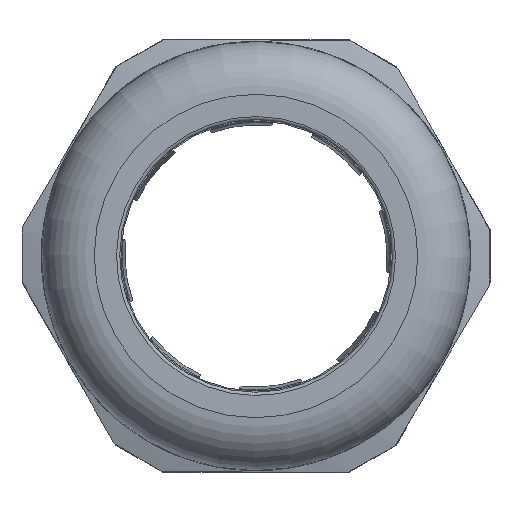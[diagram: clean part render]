
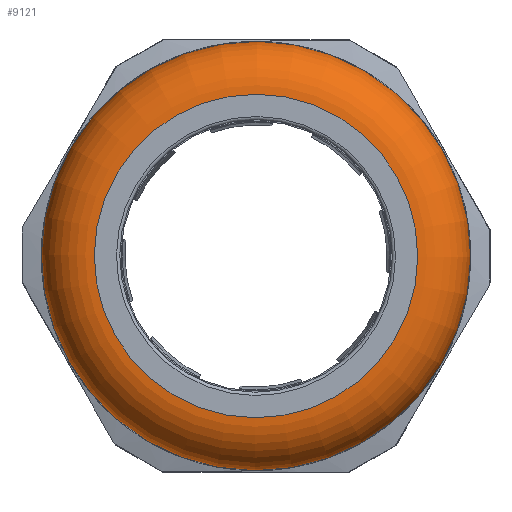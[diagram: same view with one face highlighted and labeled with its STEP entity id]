
A CAD part, left-side view. The second image highlights one B-rep face of the part: STEP entity #9121.
In plain terms, the highlighted toroidal (fillet/blend) face has major radius 14.97 mm and minor radius 4.88 mm.
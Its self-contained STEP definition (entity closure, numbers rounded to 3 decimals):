
#68=TOROIDAL_SURFACE('',#9751,14.97,4.88);
#120=FACE_BOUND('',#1480,.T.);
#937=FACE_OUTER_BOUND('',#1479,.T.);
#1479=EDGE_LOOP('',(#6259));
#1480=EDGE_LOOP('',(#6260));
#3351=CIRCLE('',#9737,14.97);
#3358=CIRCLE('',#9752,19.85);
#3790=VERTEX_POINT('',#15610);
#3797=VERTEX_POINT('',#15632);
#4767=EDGE_CURVE('',#3790,#3790,#3351,.T.);
#4774=EDGE_CURVE('',#3797,#3797,#3358,.T.);
#6259=ORIENTED_EDGE('',*,*,#4767,.T.);
#6260=ORIENTED_EDGE('',*,*,#4774,.F.);
#9121=ADVANCED_FACE('',(#937,#120),#68,.T.);
#9737=AXIS2_PLACEMENT_3D('',#15611,#10754,#10755);
#9751=AXIS2_PLACEMENT_3D('',#15631,#10782,#10783);
#9752=AXIS2_PLACEMENT_3D('',#15633,#10784,#10785);
#10754=DIRECTION('center_axis',(1.,0.,0.));
#10755=DIRECTION('ref_axis',(0.,0.,-1.));
#10782=DIRECTION('center_axis',(1.,0.,0.));
#10783=DIRECTION('ref_axis',(0.,0.,-1.));
#10784=DIRECTION('center_axis',(1.,0.,0.));
#10785=DIRECTION('ref_axis',(0.,0.,-1.));
#15610=CARTESIAN_POINT('',(-27.23,14.97,0.));
#15611=CARTESIAN_POINT('Origin',(-27.23,0.,0.));
#15631=CARTESIAN_POINT('Origin',(-22.35,0.,0.));
#15632=CARTESIAN_POINT('',(-22.35,19.85,0.));
#15633=CARTESIAN_POINT('Origin',(-22.35,0.,0.));
